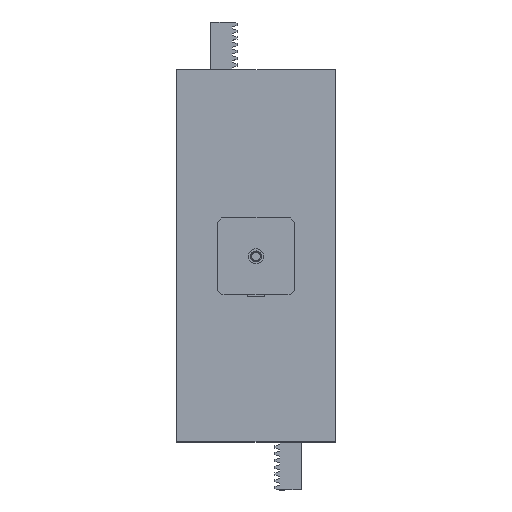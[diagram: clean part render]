
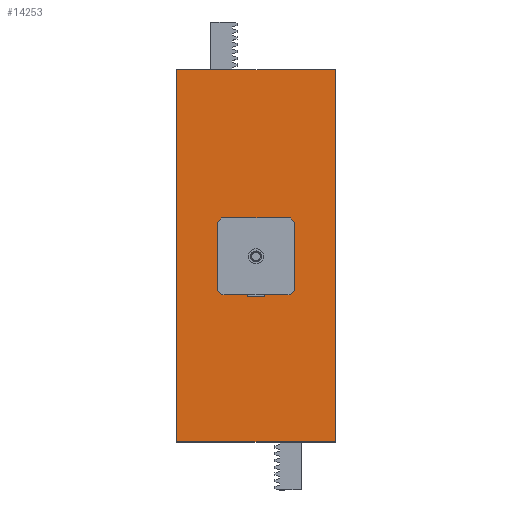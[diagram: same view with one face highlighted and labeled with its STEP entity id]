
A CAD part, top view. The second image highlights one B-rep face of the part: STEP entity #14253.
In plain terms, the highlighted planar face has unit normal (0, 0, 1).
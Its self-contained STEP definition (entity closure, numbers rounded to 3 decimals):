
#448=FACE_BOUND('',#2609,.T.);
#449=FACE_BOUND('',#2610,.T.);
#450=FACE_BOUND('',#2611,.T.);
#451=FACE_BOUND('',#2612,.T.);
#452=FACE_BOUND('',#2613,.T.);
#992=PLANE('',#15452);
#1737=FACE_OUTER_BOUND('',#2608,.T.);
#2608=EDGE_LOOP('',(#13285,#13286,#13287,#13288));
#2609=EDGE_LOOP('',(#13289));
#2610=EDGE_LOOP('',(#13290));
#2611=EDGE_LOOP('',(#13291));
#2612=EDGE_LOOP('',(#13292));
#2613=EDGE_LOOP('',(#13293));
#4094=LINE('',#52974,#5593);
#4110=LINE('',#53054,#5609);
#4136=LINE('',#53168,#5635);
#4137=LINE('',#53170,#5636);
#5593=VECTOR('',#18974,10.);
#5609=VECTOR('',#19058,10.);
#5635=VECTOR('',#19196,10.);
#5636=VECTOR('',#19199,10.);
#5968=CIRCLE('',#15399,11.75);
#5970=CIRCLE('',#15403,1.5);
#5971=CIRCLE('',#15405,1.5);
#5972=CIRCLE('',#15407,1.5);
#5973=CIRCLE('',#15409,1.5);
#7257=VERTEX_POINT('',#52971);
#7258=VERTEX_POINT('',#52973);
#7287=VERTEX_POINT('',#53051);
#7288=VERTEX_POINT('',#53053);
#7291=VERTEX_POINT('',#53063);
#7293=VERTEX_POINT('',#53070);
#7294=VERTEX_POINT('',#53074);
#7295=VERTEX_POINT('',#53078);
#7296=VERTEX_POINT('',#53082);
#9223=EDGE_CURVE('',#7257,#7258,#4094,.T.);
#9263=EDGE_CURVE('',#7287,#7288,#4110,.T.);
#9268=EDGE_CURVE('',#7291,#7291,#5968,.T.);
#9271=EDGE_CURVE('',#7293,#7293,#5970,.T.);
#9273=EDGE_CURVE('',#7294,#7294,#5971,.T.);
#9275=EDGE_CURVE('',#7295,#7295,#5972,.T.);
#9277=EDGE_CURVE('',#7296,#7296,#5973,.T.);
#9320=EDGE_CURVE('',#7288,#7257,#4136,.T.);
#9321=EDGE_CURVE('',#7287,#7258,#4137,.T.);
#13285=ORIENTED_EDGE('',*,*,#9320,.F.);
#13286=ORIENTED_EDGE('',*,*,#9263,.F.);
#13287=ORIENTED_EDGE('',*,*,#9321,.T.);
#13288=ORIENTED_EDGE('',*,*,#9223,.F.);
#13289=ORIENTED_EDGE('',*,*,#9268,.T.);
#13290=ORIENTED_EDGE('',*,*,#9271,.T.);
#13291=ORIENTED_EDGE('',*,*,#9273,.T.);
#13292=ORIENTED_EDGE('',*,*,#9275,.T.);
#13293=ORIENTED_EDGE('',*,*,#9277,.T.);
#14253=ADVANCED_FACE('',(#1737,#448,#449,#450,#451,#452),#992,.T.);
#15399=AXIS2_PLACEMENT_3D('',#53064,#19068,#19069);
#15403=AXIS2_PLACEMENT_3D('',#53071,#19077,#19078);
#15405=AXIS2_PLACEMENT_3D('',#53075,#19082,#19083);
#15407=AXIS2_PLACEMENT_3D('',#53079,#19087,#19088);
#15409=AXIS2_PLACEMENT_3D('',#53083,#19092,#19093);
#15452=AXIS2_PLACEMENT_3D('',#53169,#19197,#19198);
#18974=DIRECTION('',(-1.,0.,0.));
#19058=DIRECTION('',(1.,0.,0.));
#19068=DIRECTION('center_axis',(0.,0.,
-1.));
#19069=DIRECTION('ref_axis',(1.,0.,0.));
#19077=DIRECTION('center_axis',(0.,0.,
-1.));
#19078=DIRECTION('ref_axis',(1.,0.,0.));
#19082=DIRECTION('center_axis',(0.,0.,
-1.));
#19083=DIRECTION('ref_axis',(1.,0.,0.));
#19087=DIRECTION('center_axis',(0.,0.,
-1.));
#19088=DIRECTION('ref_axis',(1.,0.,0.));
#19092=DIRECTION('center_axis',(0.,0.,
-1.));
#19093=DIRECTION('ref_axis',(1.,0.,0.));
#19196=DIRECTION('',(0.,-1.,0.));
#19197=DIRECTION('center_axis',(0.,0.,
1.));
#19198=DIRECTION('ref_axis',(1.,0.,0.));
#19199=DIRECTION('',(0.,-1.,0.));
#52971=CARTESIAN_POINT('',(37.007,-87.236,110.42));
#52973=CARTESIAN_POINT('',(-36.713,-87.236,110.42));
#52974=CARTESIAN_POINT('',(37.007,-87.236,110.42));
#53051=CARTESIAN_POINT('',(-36.713,85.564,110.42));
#53053=CARTESIAN_POINT('',(37.007,85.564,110.42));
#53054=CARTESIAN_POINT('',(37.007,85.564,110.42));
#53063=CARTESIAN_POINT('',(-11.603,-1.086,110.42));
#53064=CARTESIAN_POINT('Origin',(0.147,-1.086,110.42));
#53070=CARTESIAN_POINT('',(11.647,11.914,110.42));
#53071=CARTESIAN_POINT('Origin',(13.147,11.914,110.42));
#53074=CARTESIAN_POINT('',(-14.353,11.914,110.42));
#53075=CARTESIAN_POINT('Origin',(-12.853,11.914,110.42));
#53078=CARTESIAN_POINT('',(11.647,-14.086,110.42));
#53079=CARTESIAN_POINT('Origin',(13.147,-14.086,110.42));
#53082=CARTESIAN_POINT('',(-14.353,-14.086,110.42));
#53083=CARTESIAN_POINT('Origin',(-12.853,-14.086,110.42));
#53168=CARTESIAN_POINT('',(37.007,-57.236,110.42));
#53169=CARTESIAN_POINT('Origin',(-36.713,-57.236,110.42));
#53170=CARTESIAN_POINT('',(-36.713,-57.236,110.42));
